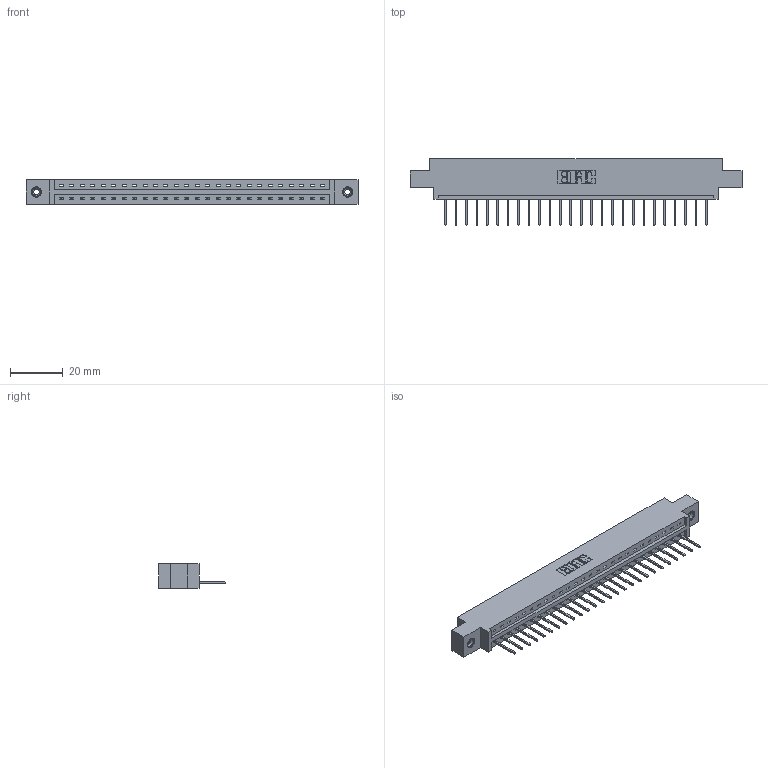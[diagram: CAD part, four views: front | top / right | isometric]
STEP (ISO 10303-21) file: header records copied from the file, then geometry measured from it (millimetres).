
FILE_DESCRIPTION (( 'STEP AP203' ), '1' );
FILE_NAME ('387-026-523-608.STEP', '2019-10-03T12:31:18', ( '' ), ( '' ), 'SwSTEP 2.0', 'SolidWorks 2016', '' );
FILE_SCHEMA (( 'CONFIG_CONTROL_DESIGN' ));
Length unit declared in the file: inch
Products named in the file (4): 337 Part_0.170 Offset - 0.156 Dia-TI; 345-292-001_345-293-123; 345-250-001_345-250-003-102; 387-026-523-608
Assembly tree (29 placements, depth 2):
  387-026-523-608
    337 Part_0.170 Offset - 0.156 Dia-TI
    345-292-001_345-293-123  x26
    345-250-001_345-250-003-102  x2
Bounding box: 126.03 x 25.15 x 9.4 mm (x, y, z)
Volume: 12764.9 mm3; surface area: 13250.9 mm2
Topology: 29 solids, 29 shells, 1790 faces, 5347 edges, 3522 vertices
Faces by surface type: plane 1302, cylinder 472, cone 12, torus 4
Entity records: 22732 total; most frequent: CARTESIAN_POINT 3939, ORIENTED_EDGE 3894, DIRECTION 3381, EDGE_CURVE 1947, VECTOR 1799, LINE 1799, VERTEX_POINT 1292, AXIS2_PLACEMENT_3D 791
